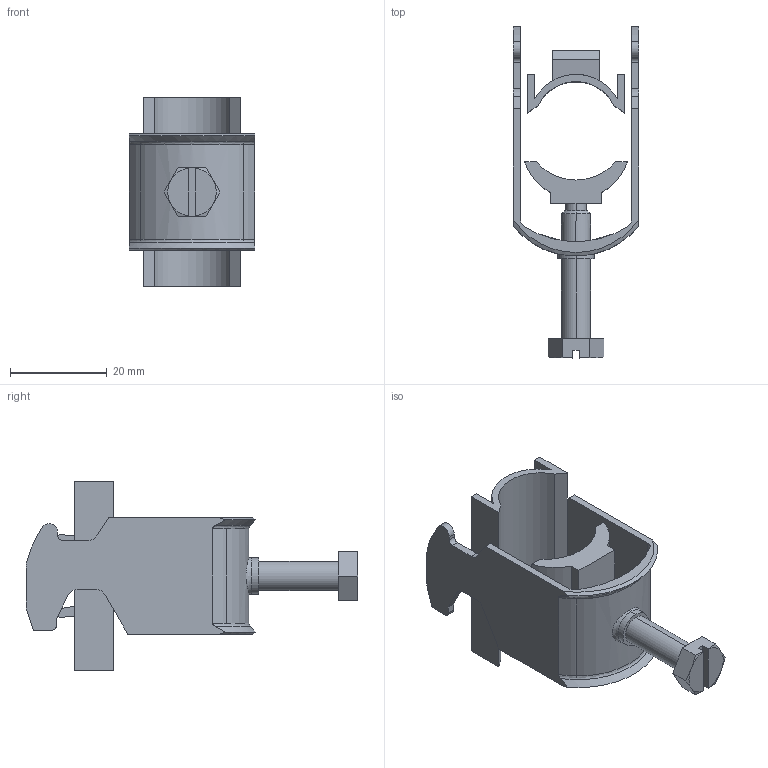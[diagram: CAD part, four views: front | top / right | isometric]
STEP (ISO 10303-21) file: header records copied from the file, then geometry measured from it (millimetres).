
FILE_DESCRIPTION (( 'STEP AP203' ), '1' );
FILE_NAME ('U6123403012 Çàæèì àáåëüíûé äëÿ Ñ-îáðàçíûõ øèí 18-22.STEP', '2022-04-25T10:50:38', ( '' ), ( '' ), 'SwSTEP 2.0', 'SolidWorks 2017', '' );
FILE_SCHEMA (( 'CONFIG_CONTROL_DESIGN' ));
Length unit declared in the file: millimetre
Products named in the file (3): _7097.000_P2; U6123403012 Çàæèì àáåëüíûé äëÿ Ñ-îáðàçíûõ øèí 18-22; _7097.000_P1
Assembly tree (2 placements, depth 2):
  U6123403012 Çàæèì àáåëüíûé äëÿ Ñ-îáðàçíûõ øèí 18-22
    _7097.000_P1
    _7097.000_P2
Bounding box: 26 x 68.5 x 39 mm (x, y, z)
Volume: 8401.8 mm3; surface area: 10410.7 mm2
Topology: 2 solids, 2 shells, 121 faces, 318 edges, 208 vertices
Faces by surface type: plane 66, cylinder 37, cone 14, bspline 4
Entity records: 4229 total; most frequent: CARTESIAN_POINT 936, ORIENTED_EDGE 636, DIRECTION 618, EDGE_CURVE 318, AXIS2_PLACEMENT_3D 210, VERTEX_POINT 208, VECTOR 198, LINE 198
